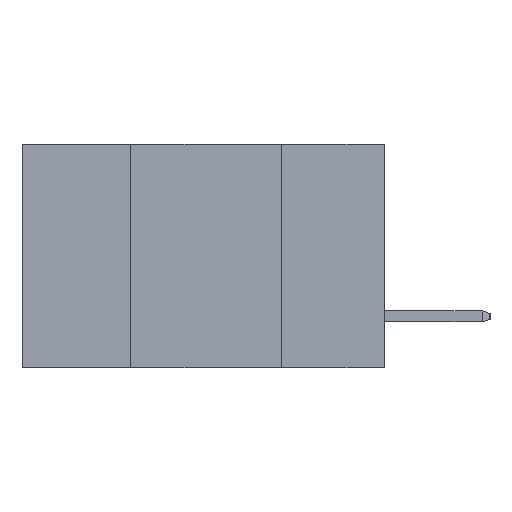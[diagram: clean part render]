
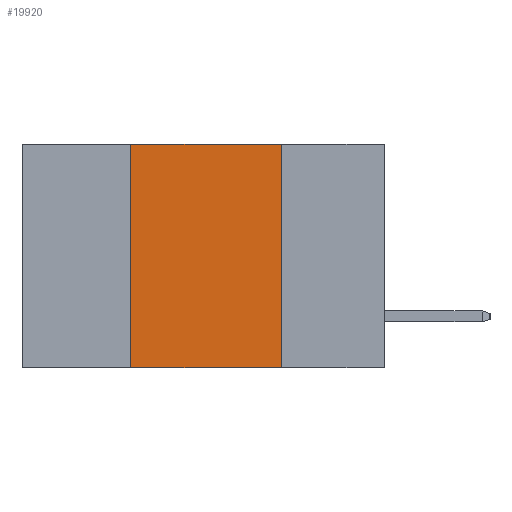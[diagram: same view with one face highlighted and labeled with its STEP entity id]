
A CAD part, left-side view. The second image highlights one B-rep face of the part: STEP entity #19920.
In plain terms, the highlighted planar face has unit normal (-1, 0, 0).
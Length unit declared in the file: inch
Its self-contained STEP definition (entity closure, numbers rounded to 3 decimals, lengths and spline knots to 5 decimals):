
#796 = FACE_OUTER_BOUND ( 'NONE', #5193, .T. ) ;
#2138 = AXIS2_PLACEMENT_3D ( 'NONE', #17194, #7899, #18746 ) ;
#2226 = EDGE_CURVE ( 'NONE', #14936, #2429, #7492, .T. ) ;
#2429 = VERTEX_POINT ( 'NONE', #13499 ) ;
#3033 = ORIENTED_EDGE ( 'NONE', *, *, #8204, .F. ) ;
#4379 = LINE ( 'NONE', #7244, #12134 ) ;
#5193 = EDGE_LOOP ( 'NONE', ( #3033, #10344, #18804, #12105 ) ) ;
#5214 = CARTESIAN_POINT ( 'NONE',  ( 0., 0.6, -0.37 ) ) ;
#6763 = DIRECTION ( 'NONE',  ( 0., -1., 0. ) ) ;
#7244 = CARTESIAN_POINT ( 'NONE',  ( 0., 0.6, 0. ) ) ;
#7492 = LINE ( 'NONE', #8619, #10656 ) ;
#7826 = LINE ( 'NONE', #17141, #19678 ) ;
#7899 = DIRECTION ( 'NONE',  ( 1., 0., 0. ) ) ;
#8204 = EDGE_CURVE ( 'NONE', #13775, #11869, #7826, .T. ) ;
#8507 = DIRECTION ( 'NONE',  ( 0., 0., 1. ) ) ;
#8619 = CARTESIAN_POINT ( 'NONE',  ( 0., 0.42, -0.37 ) ) ;
#8778 = DIRECTION ( 'NONE',  ( 0., -1., 0. ) ) ;
#10245 = LINE ( 'NONE', #5214, #13869 ) ;
#10344 = ORIENTED_EDGE ( 'NONE', *, *, #17579, .F. ) ;
#10656 = VECTOR ( 'NONE', #8507, 39.37008 ) ;
#10977 = PLANE ( 'NONE',  #2138 ) ;
#11869 = VERTEX_POINT ( 'NONE', #15088 ) ;
#12105 = ORIENTED_EDGE ( 'NONE', *, *, #16418, .T. ) ;
#12134 = VECTOR ( 'NONE', #8778, 39.37008 ) ;
#13499 = CARTESIAN_POINT ( 'NONE',  ( 0., 0.42, 0. ) ) ;
#13775 = VERTEX_POINT ( 'NONE', #14296 ) ;
#13869 = VECTOR ( 'NONE', #6763, 39.37008 ) ;
#14296 = CARTESIAN_POINT ( 'NONE',  ( 0., 0.17, 0. ) ) ;
#14936 = VERTEX_POINT ( 'NONE', #18881 ) ;
#15088 = CARTESIAN_POINT ( 'NONE',  ( 0., 0.17, -0.37 ) ) ;
#16418 = EDGE_CURVE ( 'NONE', #14936, #11869, #10245, .T. ) ;
#17072 = DIRECTION ( 'NONE',  ( 0., 0., -1. ) ) ;
#17141 = CARTESIAN_POINT ( 'NONE',  ( 0., 0.17, -0.37 ) ) ;
#17194 = CARTESIAN_POINT ( 'NONE',  ( 0., 0.6, 0. ) ) ;
#17579 = EDGE_CURVE ( 'NONE', #2429, #13775, #4379, .T. ) ;
#18746 = DIRECTION ( 'NONE',  ( 0., 0., -1. ) ) ;
#18804 = ORIENTED_EDGE ( 'NONE', *, *, #2226, .F. ) ;
#18881 = CARTESIAN_POINT ( 'NONE',  ( 0., 0.42, -0.37 ) ) ;
#19678 = VECTOR ( 'NONE', #17072, 39.37008 ) ;
#19920 = ADVANCED_FACE ( 'NONE', ( #796 ), #10977, .F. ) ;
